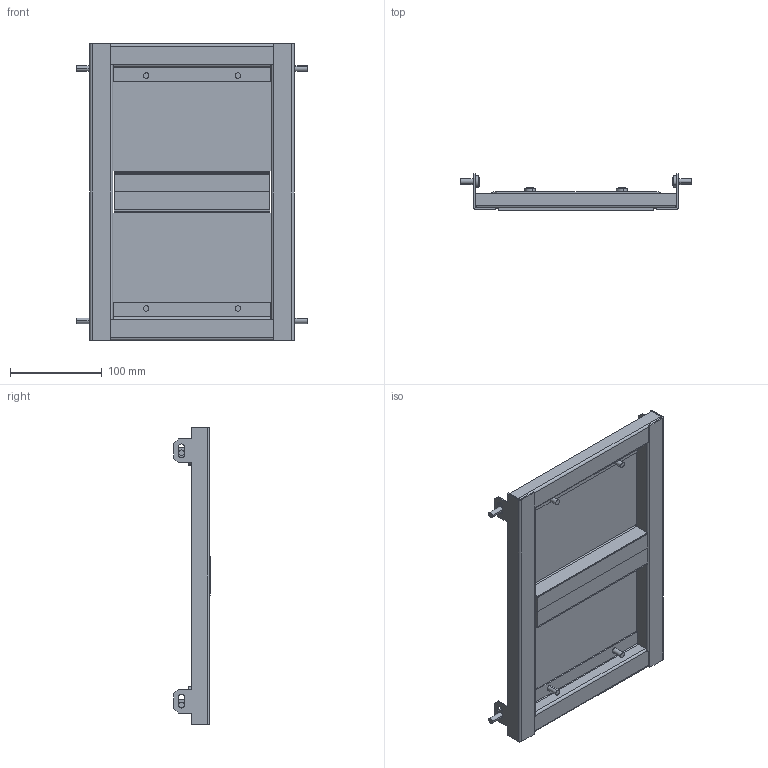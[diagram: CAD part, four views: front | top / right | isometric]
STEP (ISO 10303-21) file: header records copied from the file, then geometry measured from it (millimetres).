
FILE_DESCRIPTION (( 'STEP AP214' ), '1' );
FILE_NAME ('PBC3D400 Ïàíåëü íèæíÿÿ ñîñòàâíàÿ .step', '2020-11-05T18:40:58', ( '' ), ( '' ), 'SwSTEP 2.0', 'SolidWorks 2019', '' );
FILE_SCHEMA (( 'AUTOMOTIVE_DESIGN' ));
Length unit declared in the file: millimetre
Products named in the file (23): AVT012.06.01.00 冓憵_00; AVT003.06.00.01 Óãîëîê_èçâ0136_10.20; AVT003.06.00.01 Óãîëîê_èçâ0136_10.20_00; Ðåçèíà ïîðèñòàÿ EPDM150 20õ20 L=0.17 ÒÐÈÇÀÌ_00; Ðåçèíà ïîðèñòàÿ EPDM150 20õ20 L=0.17 ÒÐÈÇÀÌ; Âèíò ñàìîíàðåçàþùèé Ì6 DIN 7516À; AVT010.06.00.03 赶鎀鍧; PBC3D400 Ïàíåëü íèæíÿÿ ñîñòàâíàÿ ; AVT012.06.00.02 Ïàíåëü_èçâ0041.02_08.19_00; AVT012.06.00.02 Ïàíåëü_èçâ0041.02_08.19; AVT010.06.00.03 赶鎀鍧_00; Âèíò ñàìîíàðåçàþùèé Ì6 DIN 7516À_6å16
Assembly tree (17 placements, depth 3):
  AVT003.06.00.01 Óãîëîê_èçâ0136_10.20
  Ðåçèíà ïîðèñòàÿ EPDM150 20õ20 L=0.17 ÒÐÈÇÀÌ
  Ðåçèíà ïîðèñòàÿ EPDM150 20õ20 L=0.17 ÒÐÈÇÀÌ
  Âèíò ñàìîíàðåçàþùèé Ì6 DIN 7516À
  Âèíò ñàìîíàðåçàþùèé Ì6 DIN 7516À
Bounding box: 252 x 40 x 323 mm (x, y, z)
Volume: 320796.9 mm3; surface area: 278545.5 mm2
Topology: 16 solids, 16 shells, 440 faces, 1088 edges, 688 vertices
Faces by surface type: plane 336, cylinder 88, sphere 16
Entity records: 5070 total; most frequent: DIRECTION 822, CARTESIAN_POINT 797, ORIENTED_EDGE 764, EDGE_CURVE 382, LINE 300, VECTOR 300, AXIS2_PLACEMENT_3D 261, VERTEX_POINT 236
